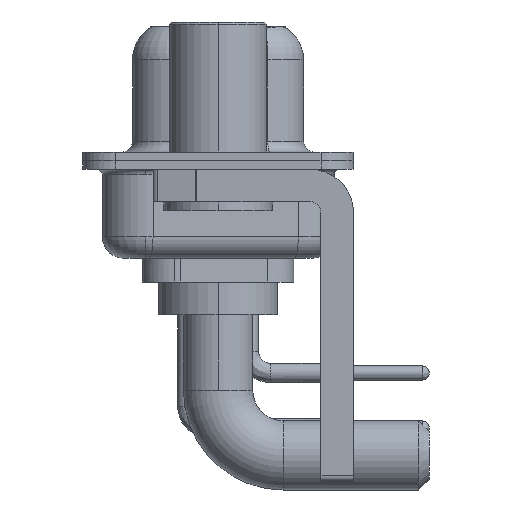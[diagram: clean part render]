
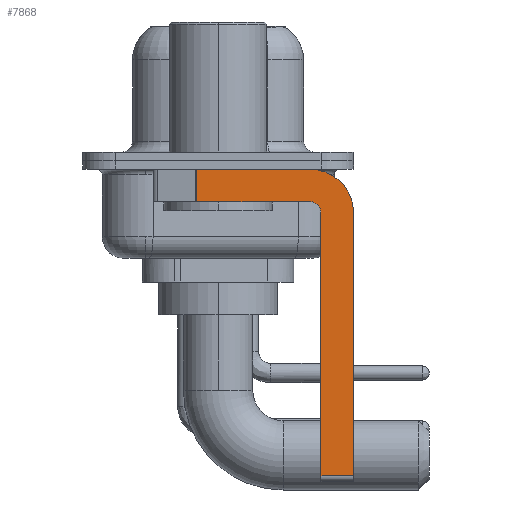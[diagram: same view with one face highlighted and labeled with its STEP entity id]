
A CAD part, left-side view. The second image highlights one B-rep face of the part: STEP entity #7868.
In plain terms, the highlighted planar face has unit normal (-1, 0, 0).
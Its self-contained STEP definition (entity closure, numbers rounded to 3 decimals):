
#266 = LINE ( 'NONE', #10478, #13032 ) ;
#619 = DIRECTION ( 'NONE',  ( 1., 0., 0. ) ) ;
#642 = AXIS2_PLACEMENT_3D ( 'NONE', #12502, #17191, #15697 ) ;
#694 = ORIENTED_EDGE ( 'NONE', *, *, #2222, .F. ) ;
#1104 = CIRCLE ( 'NONE', #15151, 2. ) ;
#1532 = VECTOR ( 'NONE', #5982, 1000. ) ;
#1880 = EDGE_CURVE ( 'NONE', #17948, #15115, #6239, .T. ) ;
#2051 = ORIENTED_EDGE ( 'NONE', *, *, #14290, .T. ) ;
#2222 = EDGE_CURVE ( 'NONE', #9190, #17948, #1104, .T. ) ;
#2710 = ORIENTED_EDGE ( 'NONE', *, *, #14626, .F. ) ;
#3303 = VERTEX_POINT ( 'NONE', #19349 ) ;
#3981 = VECTOR ( 'NONE', #5310, 1000. ) ;
#4104 = CARTESIAN_POINT ( 'NONE',  ( -2.9, -4.75, -14.55 ) ) ;
#4375 = EDGE_CURVE ( 'NONE', #10439, #9190, #6714, .T. ) ;
#5310 = DIRECTION ( 'NONE',  ( 0., -1., 0. ) ) ;
#5545 = CARTESIAN_POINT ( 'NONE',  ( -2.9, -4.25, -2.4 ) ) ;
#5982 = DIRECTION ( 'NONE',  ( 0., 0., -1. ) ) ;
#6239 = LINE ( 'NONE', #10930, #9386 ) ;
#6260 = ORIENTED_EDGE ( 'NONE', *, *, #15396, .T. ) ;
#6714 = LINE ( 'NONE', #14401, #3981 ) ;
#6756 = PLANE ( 'NONE',  #9192 ) ;
#6832 = EDGE_CURVE ( 'NONE', #12563, #18196, #13031, .T. ) ;
#6855 = CARTESIAN_POINT ( 'NONE',  ( -2.9, -4.25, -0.4 ) ) ;
#6962 = VECTOR ( 'NONE', #8880, 1000. ) ;
#7868 = ADVANCED_FACE ( 'NONE', ( #9835 ), #6756, .F. ) ;
#7969 = CARTESIAN_POINT ( 'NONE',  ( -2.9, -6.25, -14.55 ) ) ;
#8447 = EDGE_LOOP ( 'NONE', ( #17987, #6260, #2710, #16175, #14072, #2051, #17431, #694 ) ) ;
#8520 = VECTOR ( 'NONE', #19326, 1000. ) ;
#8880 = DIRECTION ( 'NONE',  ( 0., -1., 0. ) ) ;
#9190 = VERTEX_POINT ( 'NONE', #6855 ) ;
#9192 = AXIS2_PLACEMENT_3D ( 'NONE', #5545, #19234, #10031 ) ;
#9273 = CIRCLE ( 'NONE', #642, 0.5 ) ;
#9386 = VECTOR ( 'NONE', #12332, 1000. ) ;
#9835 = FACE_OUTER_BOUND ( 'NONE', #8447, .T. ) ;
#10031 = DIRECTION ( 'NONE',  ( 0., 0., -1. ) ) ;
#10051 = EDGE_CURVE ( 'NONE', #18196, #12796, #9273, .T. ) ;
#10128 = CARTESIAN_POINT ( 'NONE',  ( -2.9, -4.75, -14.8 ) ) ;
#10439 = VERTEX_POINT ( 'NONE', #17072 ) ;
#10478 = CARTESIAN_POINT ( 'NONE',  ( -2.9, -4.25, -1.9 ) ) ;
#10780 = DIRECTION ( 'NONE',  ( 0., 1., 0. ) ) ;
#10930 = CARTESIAN_POINT ( 'NONE',  ( -2.9, -6.25, -2.4 ) ) ;
#11090 = CARTESIAN_POINT ( 'NONE',  ( -2.9, -4.25, -14.55 ) ) ;
#11320 = CARTESIAN_POINT ( 'NONE',  ( -2.9, -4.25, -2.4 ) ) ;
#12332 = DIRECTION ( 'NONE',  ( 0., 0., -1. ) ) ;
#12502 = CARTESIAN_POINT ( 'NONE',  ( -2.9, -4.25, -2.4 ) ) ;
#12563 = VERTEX_POINT ( 'NONE', #4104 ) ;
#12796 = VERTEX_POINT ( 'NONE', #14387 ) ;
#12871 = CARTESIAN_POINT ( 'NONE',  ( -2.9, -4.75, -2.4 ) ) ;
#13031 = LINE ( 'NONE', #10128, #8520 ) ;
#13032 = VECTOR ( 'NONE', #10780, 1000. ) ;
#14072 = ORIENTED_EDGE ( 'NONE', *, *, #6832, .F. ) ;
#14290 = EDGE_CURVE ( 'NONE', #12563, #15115, #17291, .T. ) ;
#14387 = CARTESIAN_POINT ( 'NONE',  ( -2.9, -4.25, -1.9 ) ) ;
#14401 = CARTESIAN_POINT ( 'NONE',  ( -2.9, 3., -0.4 ) ) ;
#14626 = EDGE_CURVE ( 'NONE', #12796, #3303, #266, .T. ) ;
#14902 = CARTESIAN_POINT ( 'NONE',  ( -2.9, -6.25, -2.4 ) ) ;
#15115 = VERTEX_POINT ( 'NONE', #7969 ) ;
#15151 = AXIS2_PLACEMENT_3D ( 'NONE', #11320, #619, #18829 ) ;
#15396 = EDGE_CURVE ( 'NONE', #10439, #3303, #19678, .T. ) ;
#15697 = DIRECTION ( 'NONE',  ( 0., 0., 1. ) ) ;
#16175 = ORIENTED_EDGE ( 'NONE', *, *, #10051, .F. ) ;
#17072 = CARTESIAN_POINT ( 'NONE',  ( -2.9, 0.978, -0.4 ) ) ;
#17191 = DIRECTION ( 'NONE',  ( -1., 0., 0. ) ) ;
#17291 = LINE ( 'NONE', #11090, #6962 ) ;
#17431 = ORIENTED_EDGE ( 'NONE', *, *, #1880, .F. ) ;
#17948 = VERTEX_POINT ( 'NONE', #14902 ) ;
#17987 = ORIENTED_EDGE ( 'NONE', *, *, #4375, .F. ) ;
#18075 = CARTESIAN_POINT ( 'NONE',  ( -2.9, 0.978, -1.9 ) ) ;
#18196 = VERTEX_POINT ( 'NONE', #12871 ) ;
#18829 = DIRECTION ( 'NONE',  ( 0., 0., -1. ) ) ;
#19234 = DIRECTION ( 'NONE',  ( 1., 0., 0. ) ) ;
#19326 = DIRECTION ( 'NONE',  ( 0., 0., 1. ) ) ;
#19349 = CARTESIAN_POINT ( 'NONE',  ( -2.9, 0.978, -1.9 ) ) ;
#19678 = LINE ( 'NONE', #18075, #1532 ) ;
